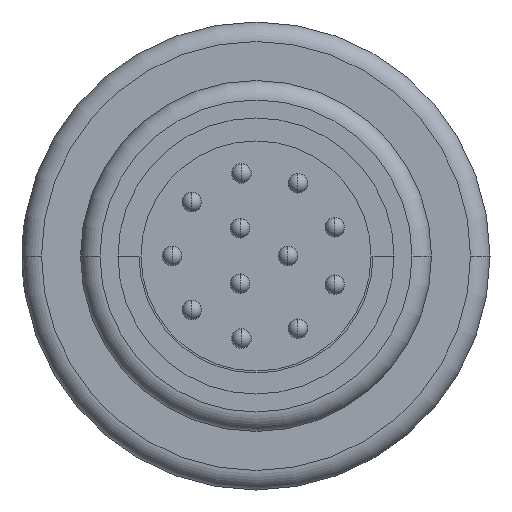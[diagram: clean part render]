
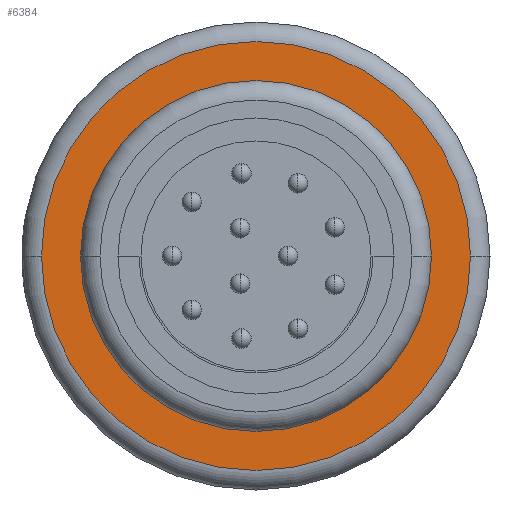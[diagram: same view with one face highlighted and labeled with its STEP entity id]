
A CAD part, left-side view. The second image highlights one B-rep face of the part: STEP entity #6384.
In plain terms, the highlighted planar face has unit normal (-1, 0, 0).
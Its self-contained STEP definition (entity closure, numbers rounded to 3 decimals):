
#1173=CARTESIAN_POINT('',(-2.4,0.,0.));
#1174=DIRECTION('',(-1.,0.,0.));
#1175=DIRECTION('',(0.,-1.,0.));
#1176=AXIS2_PLACEMENT_3D('',#1173,#1174,#1175);
#1181=CARTESIAN_POINT('',(-2.4,0.,0.));
#1182=DIRECTION('',(-1.,0.,0.));
#1183=DIRECTION('',(0.,1.,0.));
#1184=AXIS2_PLACEMENT_3D('',#1181,#1182,#1183);
#1197=CARTESIAN_POINT('',(-2.4,0.,0.));
#1198=DIRECTION('',(1.,0.,0.));
#1199=DIRECTION('',(0.,1.,0.));
#1200=AXIS2_PLACEMENT_3D('',#1197,#1198,#1199);
#2160=CARTESIAN_POINT('',(-2.4,0.,0.));
#2161=DIRECTION('',(-1.,0.,0.));
#2162=DIRECTION('',(0.,1.,0.));
#2163=AXIS2_PLACEMENT_3D('',#2160,#2161,#2162);
#4896=CARTESIAN_POINT('',(-2.4,4.5,0.));
#4897=CARTESIAN_POINT('',(-2.4,-4.5,0.));
#4898=VERTEX_POINT('',#4896);
#4899=VERTEX_POINT('',#4897);
#4928=CARTESIAN_POINT('',(-2.4,-5.5,0.));
#4929=CARTESIAN_POINT('',(-2.4,5.5,0.));
#4930=VERTEX_POINT('',#4928);
#4931=VERTEX_POINT('',#4929);
#6368=CARTESIAN_POINT('',(-2.4,0.,0.));
#6369=DIRECTION('',(1.,0.,0.));
#6370=DIRECTION('',(0.,-1.,0.));
#6371=AXIS2_PLACEMENT_3D('',#6368,#6369,#6370);
#6372=PLANE('',#6371);
#6374=ORIENTED_EDGE('',*,*,#6373,.F.);
#6375=ORIENTED_EDGE('',*,*,#6351,.F.);
#6376=EDGE_LOOP('',(#6374,#6375));
#6377=FACE_OUTER_BOUND('',#6376,.F.);
#6379=ORIENTED_EDGE('',*,*,#6378,.F.);
#6381=ORIENTED_EDGE('',*,*,#6380,.T.);
#6382=EDGE_LOOP('',(#6379,#6381));
#6383=FACE_BOUND('',#6382,.F.);
#1177=CIRCLE('',#1176,5.5);
#1185=CIRCLE('',#1184,5.5);
#1201=CIRCLE('',#1200,4.5);
#2164=CIRCLE('',#2163,4.5);
#6351=EDGE_CURVE('',#4931,#4930,#1185,.T.);
#6373=EDGE_CURVE('',#4930,#4931,#1177,.T.);
#6378=EDGE_CURVE('',#4898,#4899,#1201,.T.);
#6380=EDGE_CURVE('',#4898,#4899,#2164,.T.);
#6384=ADVANCED_FACE('',(#6377,#6383),#6372,.F.);
